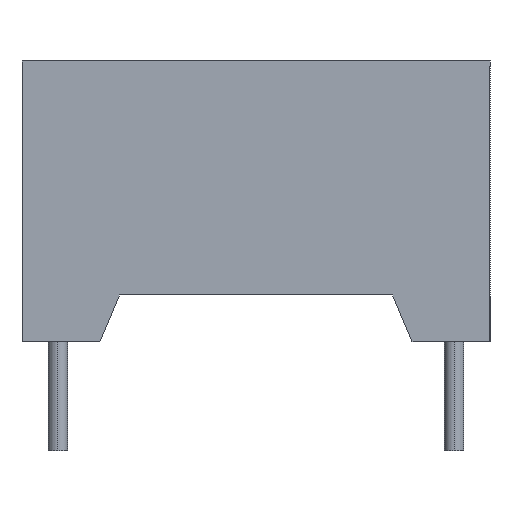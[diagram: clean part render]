
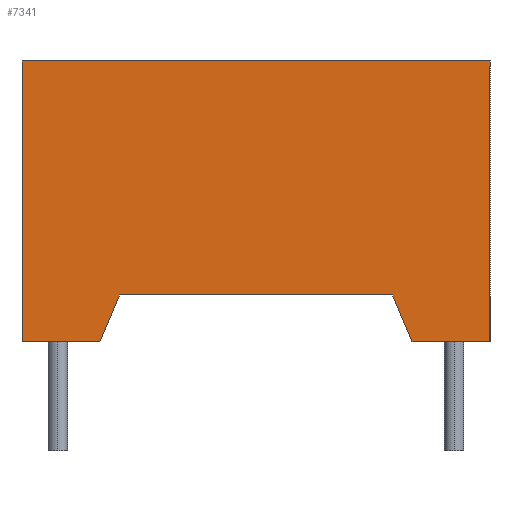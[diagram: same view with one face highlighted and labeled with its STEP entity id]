
A CAD part, left-side view. The second image highlights one B-rep face of the part: STEP entity #7341.
In plain terms, the highlighted planar face has unit normal (-1, 0, 0).
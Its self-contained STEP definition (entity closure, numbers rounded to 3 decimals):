
#68 = ORIENTED_EDGE ( 'NONE', *, *, #3456, .T. ) ;
#211 = LINE ( 'NONE', #10686, #8995 ) ;
#299 = ORIENTED_EDGE ( 'NONE', *, *, #9670, .F. ) ;
#761 = LINE ( 'NONE', #5047, #7179 ) ;
#775 = FACE_OUTER_BOUND ( 'NONE', #6621, .T. ) ;
#962 = ORIENTED_EDGE ( 'NONE', *, *, #6110, .F. ) ;
#1505 = VECTOR ( 'NONE', #5140, 1000. ) ;
#1963 = VERTEX_POINT ( 'NONE', #8703 ) ;
#2085 = EDGE_CURVE ( 'NONE', #4178, #6641, #211, .T. ) ;
#2341 = DIRECTION ( 'NONE',  ( 0., -0.385, 0.923 ) ) ;
#2400 = ORIENTED_EDGE ( 'NONE', *, *, #11245, .T. ) ;
#2586 = EDGE_CURVE ( 'NONE', #4221, #8800, #11074, .T. ) ;
#3046 = CARTESIAN_POINT ( 'NONE',  ( -15., 6., -6. ) ) ;
#3456 = EDGE_CURVE ( 'NONE', #5578, #4178, #10161, .T. ) ;
#3979 = CARTESIAN_POINT ( 'NONE',  ( -15., -4., -7.2 ) ) ;
#4178 = VERTEX_POINT ( 'NONE', #8990 ) ;
#4221 = VERTEX_POINT ( 'NONE', #9774 ) ;
#4290 = DIRECTION ( 'NONE',  ( 0., -1., 0. ) ) ;
#4994 = ORIENTED_EDGE ( 'NONE', *, *, #11340, .T. ) ;
#5047 = CARTESIAN_POINT ( 'NONE',  ( -15., -6., 0. ) ) ;
#5140 = DIRECTION ( 'NONE',  ( 0., 1., 0. ) ) ;
#5175 = PLANE ( 'NONE',  #5712 ) ;
#5196 = LINE ( 'NONE', #7891, #1505 ) ;
#5454 = LINE ( 'NONE', #3979, #7498 ) ;
#5578 = VERTEX_POINT ( 'NONE', #11234 ) ;
#5712 = AXIS2_PLACEMENT_3D ( 'NONE', #9481, #6857, #7871 ) ;
#5820 = VECTOR ( 'NONE', #11407, 1000. ) ;
#5833 = DIRECTION ( 'NONE',  ( 0., -0.385, -0.923 ) ) ;
#6110 = EDGE_CURVE ( 'NONE', #8800, #9320, #761, .T. ) ;
#6144 = EDGE_CURVE ( 'NONE', #5578, #4221, #10424, .T. ) ;
#6371 = CARTESIAN_POINT ( 'NONE',  ( -15., -3.5, -6. ) ) ;
#6504 = CARTESIAN_POINT ( 'NONE',  ( -15., 4., -7.2 ) ) ;
#6565 = DIRECTION ( 'NONE',  ( 0., 0., 1. ) ) ;
#6621 = EDGE_LOOP ( 'NONE', ( #68, #7926, #2400, #299, #4994, #962, #9364, #8065 ) ) ;
#6641 = VERTEX_POINT ( 'NONE', #6371 ) ;
#6857 = DIRECTION ( 'NONE',  ( -1., 0., 0. ) ) ;
#6901 = LINE ( 'NONE', #10417, #5820 ) ;
#7070 = CARTESIAN_POINT ( 'NONE',  ( -15., 6., 0. ) ) ;
#7179 = VECTOR ( 'NONE', #4290, 1000. ) ;
#7294 = DIRECTION ( 'NONE',  ( 0., -1., 0. ) ) ;
#7341 = ADVANCED_FACE ( 'NONE', ( #775 ), #5175, .T. ) ;
#7443 = VECTOR ( 'NONE', #2341, 1000. ) ;
#7498 = VECTOR ( 'NONE', #5833, 1000. ) ;
#7580 = CARTESIAN_POINT ( 'NONE',  ( -15., -4., -7.2 ) ) ;
#7871 = DIRECTION ( 'NONE',  ( 0., 0., 1. ) ) ;
#7891 = CARTESIAN_POINT ( 'NONE',  ( -15., -6., -7.2 ) ) ;
#7926 = ORIENTED_EDGE ( 'NONE', *, *, #2085, .T. ) ;
#8065 = ORIENTED_EDGE ( 'NONE', *, *, #6144, .F. ) ;
#8490 = CARTESIAN_POINT ( 'NONE',  ( -15., 6., -7.2 ) ) ;
#8703 = CARTESIAN_POINT ( 'NONE',  ( -15., -6., -7.2 ) ) ;
#8800 = VERTEX_POINT ( 'NONE', #7070 ) ;
#8990 = CARTESIAN_POINT ( 'NONE',  ( -15., 3.5, -6. ) ) ;
#8995 = VECTOR ( 'NONE', #7294, 1000. ) ;
#9139 = CARTESIAN_POINT ( 'NONE',  ( -15., -6., 0. ) ) ;
#9320 = VERTEX_POINT ( 'NONE', #9139 ) ;
#9364 = ORIENTED_EDGE ( 'NONE', *, *, #2586, .F. ) ;
#9481 = CARTESIAN_POINT ( 'NONE',  ( -15., -6., -6. ) ) ;
#9670 = EDGE_CURVE ( 'NONE', #1963, #10890, #5196, .T. ) ;
#9774 = CARTESIAN_POINT ( 'NONE',  ( -15., 6., -7.2 ) ) ;
#9822 = VECTOR ( 'NONE', #6565, 1000. ) ;
#10161 = LINE ( 'NONE', #6504, #7443 ) ;
#10417 = CARTESIAN_POINT ( 'NONE',  ( -15., -6., -6. ) ) ;
#10424 = LINE ( 'NONE', #8490, #10481 ) ;
#10481 = VECTOR ( 'NONE', #10485, 1000. ) ;
#10485 = DIRECTION ( 'NONE',  ( 0., 1., 0. ) ) ;
#10686 = CARTESIAN_POINT ( 'NONE',  ( -15., -6., -6. ) ) ;
#10890 = VERTEX_POINT ( 'NONE', #7580 ) ;
#11074 = LINE ( 'NONE', #3046, #9822 ) ;
#11234 = CARTESIAN_POINT ( 'NONE',  ( -15., 4., -7.2 ) ) ;
#11245 = EDGE_CURVE ( 'NONE', #6641, #10890, #5454, .T. ) ;
#11340 = EDGE_CURVE ( 'NONE', #1963, #9320, #6901, .T. ) ;
#11407 = DIRECTION ( 'NONE',  ( 0., 0., 1. ) ) ;
